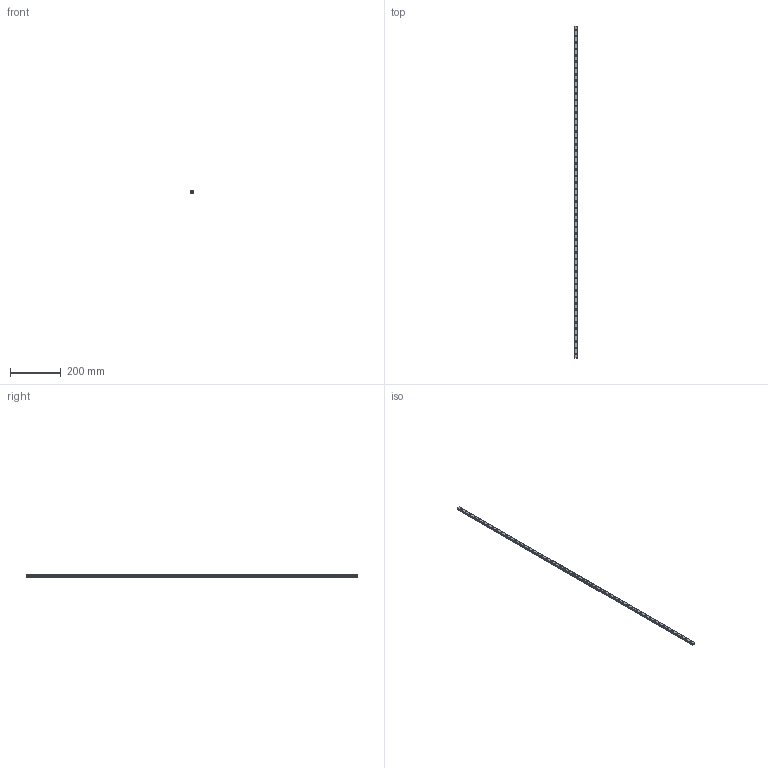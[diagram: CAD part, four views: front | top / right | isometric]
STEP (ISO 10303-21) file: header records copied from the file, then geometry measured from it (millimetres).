
FILE_DESCRIPTION(('STEP AP214'),'1');
FILE_NAME('cctmp_549DE030-1D70-4DAD-A25C-3F4F0538BCE0_2021_02_19_11_21_19_0954..stp','2021-02-19T10:21:20',('HIWIN GmbH'),('CADClick - www.CADClick.com'),'Spatial InterOp 3D',' ','unknown authorization');
FILE_SCHEMA(('AUTOMOTIVE_DESIGN'));
Length unit declared in the file: millimetre
Products named in the file (1): MGNR12R1305CM_FILE
Bounding box: 12 x 1305 x 8 mm (x, y, z)
Volume: 111798.3 mm3; surface area: 64900.9 mm2
Topology: 1 solids, 1 shells, 563 faces, 1203 edges, 802 vertices
Faces by surface type: cylinder 328, plane 235
Entity records: 20041 total; most frequent: DIRECTION 2987, CARTESIAN_POINT 2569, ORIENTED_EDGE 2406, AXIS2_PLACEMENT_3D 1220, EDGE_CURVE 1203, VERTEX_POINT 802, EDGE_LOOP 723, CIRCLE 656
